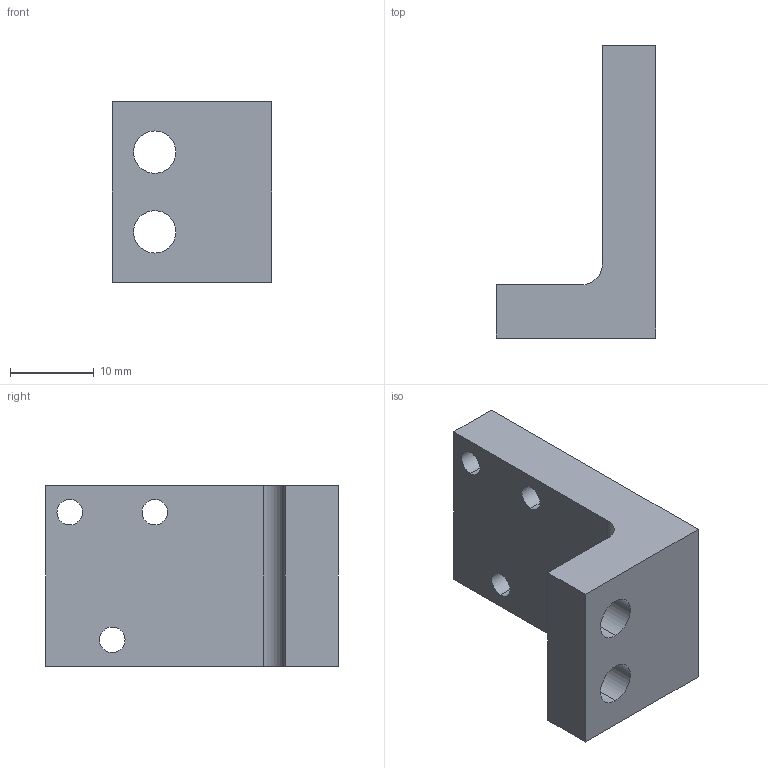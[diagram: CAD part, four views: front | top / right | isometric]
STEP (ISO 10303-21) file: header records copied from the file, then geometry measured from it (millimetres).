
FILE_DESCRIPTION (( 'STEP AP203' ), '1' );
FILE_NAME ('D0902533-v2_aLIGO_SUS_HSTS_MASS WIRE CLAMP BRACKET, HSTS INTERMEDIATE WIRE JIG.STEP', '2010-09-02T14:13:37', ( 'Dwayne Giardina' ), ( 'CA Institute of Technology' ), 'SwSTEP 2.0', 'SolidWorks 2010', '' );
FILE_SCHEMA (( 'CONFIG_CONTROL_DESIGN' ));
Length unit declared in the file: inch
Products named in the file (1): D0902533-v2_aLIGO_SUS_HSTS_MASS WIRE CLAMP BRACKET, HSTS INTERMEDIATE WIRE JIG
Bounding box: 19.05 x 34.92 x 21.59 mm (x, y, z)
Volume: 6165.3 mm3; surface area: 3174.8 mm2
Topology: 1 solids, 1 shells, 19 faces, 51 edges, 34 vertices
Faces by surface type: cylinder 11, plane 8
Entity records: 706 total; most frequent: DIRECTION 113, CARTESIAN_POINT 105, ORIENTED_EDGE 102, EDGE_CURVE 51, AXIS2_PLACEMENT_3D 42, VERTEX_POINT 34, EDGE_LOOP 29, LINE 29
